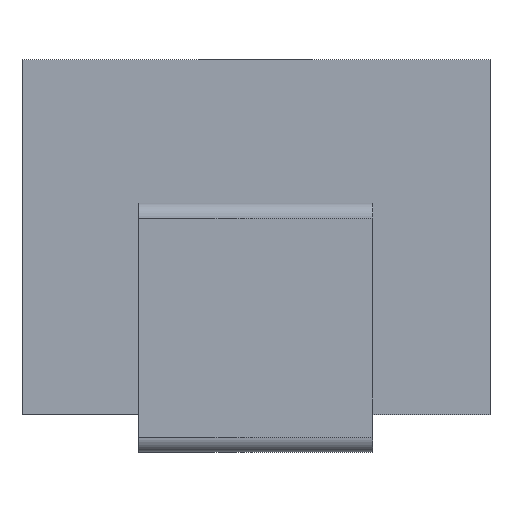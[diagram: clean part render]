
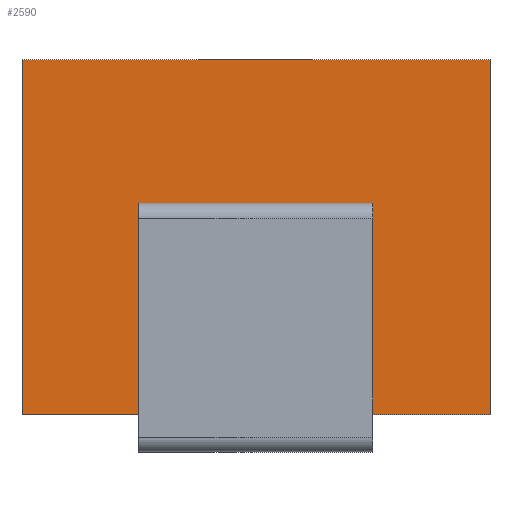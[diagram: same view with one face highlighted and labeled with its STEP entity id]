
A CAD part, left-side view. The second image highlights one B-rep face of the part: STEP entity #2590.
In plain terms, the highlighted planar face has unit normal (-1, 0, 0).
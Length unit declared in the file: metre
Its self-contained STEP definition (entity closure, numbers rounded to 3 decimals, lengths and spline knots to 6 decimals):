
#495=ORIENTED_EDGE('',*,*,#616,.F.);
#496=ORIENTED_EDGE('',*,*,#825,.F.);
#497=ORIENTED_EDGE('',*,*,#826,.F.);
#498=ORIENTED_EDGE('',*,*,#827,.T.);
#499=ORIENTED_EDGE('',*,*,#607,.F.);
#500=ORIENTED_EDGE('',*,*,#688,.T.);
#501=ORIENTED_EDGE('',*,*,#686,.T.);
#502=ORIENTED_EDGE('',*,*,#625,.F.);
#607=EDGE_CURVE('',#870,#871,#1044,.T.);
#616=EDGE_CURVE('',#879,#880,#1053,.T.);
#625=EDGE_CURVE('',#880,#886,#1062,.T.);
#686=EDGE_CURVE('',#946,#886,#1110,.T.);
#688=EDGE_CURVE('',#870,#946,#1112,.T.);
#825=EDGE_CURVE('',#1018,#879,#1229,.T.);
#826=EDGE_CURVE('',#1019,#1018,#1230,.T.);
#827=EDGE_CURVE('',#1019,#871,#1231,.T.);
#870=VERTEX_POINT('',#3146);
#871=VERTEX_POINT('',#3148);
#879=VERTEX_POINT('',#3165);
#880=VERTEX_POINT('',#3167);
#886=VERTEX_POINT('',#3184);
#946=VERTEX_POINT('',#3384);
#1018=VERTEX_POINT('',#3992);
#1019=VERTEX_POINT('',#3994);
#1044=LINE('',#3147,#1266);
#1053=LINE('',#3166,#1275);
#1062=LINE('',#3183,#1284);
#1110=LINE('',#3383,#1332);
#1112=LINE('',#3387,#1334);
#1229=LINE('',#3991,#1451);
#1230=LINE('',#3993,#1452);
#1231=LINE('',#3995,#1453);
#1266=VECTOR('',#2724,1.);
#1275=VECTOR('',#2735,1.);
#1284=VECTOR('',#2748,1.);
#1332=VECTOR('',#2800,1.);
#1334=VECTOR('',#2804,1.);
#1451=VECTOR('',#3045,1.);
#1452=VECTOR('',#3046,1.);
#1453=VECTOR('',#3047,1.);
#1576=EDGE_LOOP('',(#495,#496,#497,#498,#499,#500,#501,#502));
#1689=FACE_BOUND('',#1576,.T.);
#1775=PLANE('',#2686);
#2590=ADVANCED_FACE('',(#1689),#1775,.T.);
#2686=AXIS2_PLACEMENT_3D('',#3990,#3043,#3044);
#2724=DIRECTION('',(0.,1.,0.));
#2735=DIRECTION('',(0.,1.,0.));
#2748=DIRECTION('',(0.,0.,1.));
#2800=DIRECTION('',(0.,1.,0.));
#2804=DIRECTION('',(0.,0.,1.));
#3043=DIRECTION('',(-1.,0.,0.));
#3044=DIRECTION('',(0.,0.,1.));
#3045=DIRECTION('',(0.,0.,-1.));
#3046=DIRECTION('',(0.,1.,0.));
#3047=DIRECTION('',(0.,0.,-1.));
#3146=CARTESIAN_POINT('',(-0.00225,-0.00155,0.00025));
#3147=CARTESIAN_POINT('',(-0.00225,-0.00155,0.00025));
#3148=CARTESIAN_POINT('',(-0.00225,-0.000775,0.00025));
#3165=CARTESIAN_POINT('',(-0.00225,0.000775,0.00025));
#3166=CARTESIAN_POINT('',(-0.00225,-0.00155,0.00025));
#3167=CARTESIAN_POINT('',(-0.00225,0.00155,0.00025));
#3183=CARTESIAN_POINT('',(-0.00225,0.00155,0.00025));
#3184=CARTESIAN_POINT('',(-0.00225,0.00155,0.0026));
#3383=CARTESIAN_POINT('',(-0.00225,-0.00155,0.0026));
#3384=CARTESIAN_POINT('',(-0.00225,-0.00155,0.0026));
#3387=CARTESIAN_POINT('',(-0.00225,-0.00155,0.00025));
#3990=CARTESIAN_POINT('',(-0.00225,-0.00155,0.00025));
#3991=CARTESIAN_POINT('',(-0.00225,0.000775,0.00025));
#3992=CARTESIAN_POINT('',(-0.00225,0.000775,0.00165));
#3993=CARTESIAN_POINT('',(-0.00225,-0.00155,0.00165));
#3994=CARTESIAN_POINT('',(-0.00225,-0.000775,0.00165));
#3995=CARTESIAN_POINT('',(-0.00225,-0.000775,0.00025));
